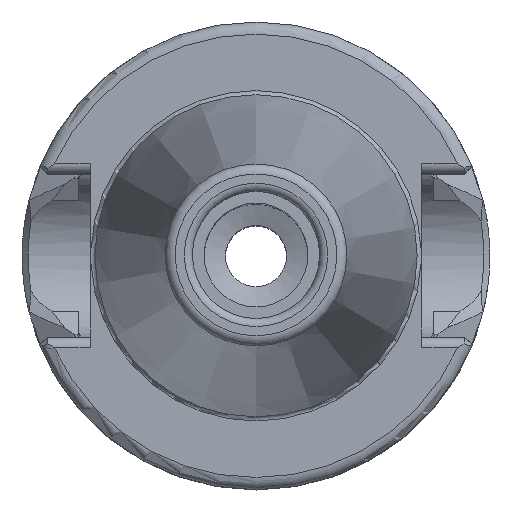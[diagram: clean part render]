
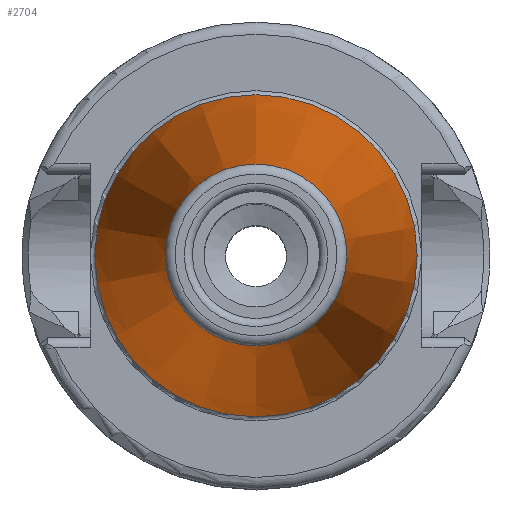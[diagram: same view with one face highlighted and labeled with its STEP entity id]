
A CAD part, top view. The second image highlights one B-rep face of the part: STEP entity #2704.
In plain terms, the highlighted conical face has half-angle 8.297 degrees and reference radius 12.394 mm.
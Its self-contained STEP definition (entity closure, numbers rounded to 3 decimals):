
#172=CONICAL_SURFACE('',#3017,12.394,0.145);
#318=FACE_OUTER_BOUND('',#479,.T.);
#479=EDGE_LOOP('',(#2515,#2516,#2517,#2518,#2519));
#728=LINE('',#5704,#880);
#880=VECTOR('',#3751,12.394);
#983=CIRCLE('',#2974,8.941);
#984=CIRCLE('',#2975,8.941);
#1008=CIRCLE('',#3016,15.846);
#1261=VERTEX_POINT('',#5633);
#1262=VERTEX_POINT('',#5635);
#1280=VERTEX_POINT('',#5700);
#1661=EDGE_CURVE('',#1261,#1262,#983,.T.);
#1662=EDGE_CURVE('',#1262,#1261,#984,.T.);
#1691=EDGE_CURVE('',#1280,#1280,#1008,.T.);
#1693=EDGE_CURVE('',#1262,#1280,#728,.T.);
#2515=ORIENTED_EDGE('',*,*,#1662,.F.);
#2516=ORIENTED_EDGE('',*,*,#1693,.T.);
#2517=ORIENTED_EDGE('',*,*,#1691,.T.);
#2518=ORIENTED_EDGE('',*,*,#1693,.F.);
#2519=ORIENTED_EDGE('',*,*,#1661,.F.);
#2704=ADVANCED_FACE('',(#318),#172,.T.);
#2974=AXIS2_PLACEMENT_3D('',#5636,#3657,#3658);
#2975=AXIS2_PLACEMENT_3D('',#5637,#3659,#3660);
#3016=AXIS2_PLACEMENT_3D('',#5701,#3746,#3747);
#3017=AXIS2_PLACEMENT_3D('',#5703,#3749,#3750);
#3657=DIRECTION('center_axis',(0.,0.,1.));
#3658=DIRECTION('ref_axis',(-1.,0.,0.));
#3659=DIRECTION('center_axis',(0.,0.,1.));
#3660=DIRECTION('ref_axis',(-1.,0.,0.));
#3746=DIRECTION('center_axis',(0.,0.,1.));
#3747=DIRECTION('ref_axis',(-1.,0.,0.));
#3749=DIRECTION('center_axis',(0.,0.,-1.));
#3750=DIRECTION('ref_axis',(0.,1.,0.));
#3751=DIRECTION('',(0.,-0.144,-0.99));
#5633=CARTESIAN_POINT('',(-8.941,0.,47.544));
#5635=CARTESIAN_POINT('',(0.,-8.941,47.544));
#5636=CARTESIAN_POINT('Origin',(0.,0.,47.544));
#5637=CARTESIAN_POINT('Origin',(0.,0.,47.544));
#5700=CARTESIAN_POINT('',(0.,-15.846,0.2));
#5701=CARTESIAN_POINT('Origin',(0.,0.,0.2));
#5703=CARTESIAN_POINT('Origin',(0.,0.,23.872));
#5704=CARTESIAN_POINT('',(0.,-12.394,23.872));
